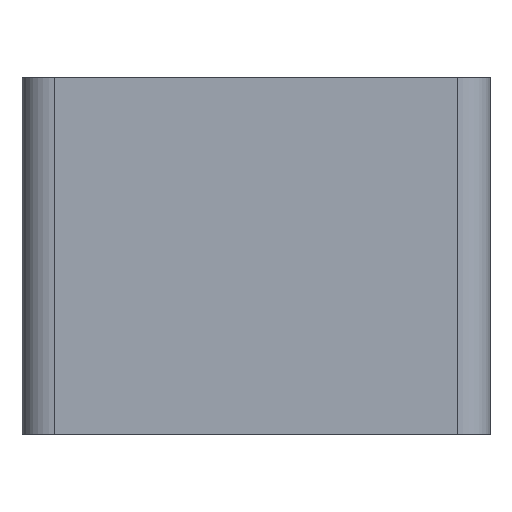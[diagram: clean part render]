
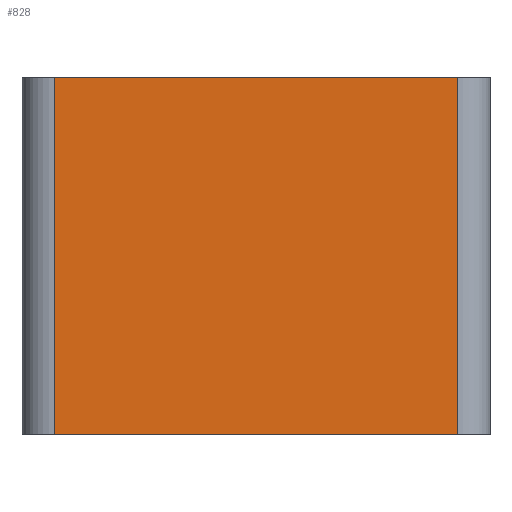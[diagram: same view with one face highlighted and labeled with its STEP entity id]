
A CAD part, front view. The second image highlights one B-rep face of the part: STEP entity #828.
In plain terms, the highlighted planar face has unit normal (0, -1, 0).
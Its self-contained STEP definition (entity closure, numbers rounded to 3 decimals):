
#39 = DIRECTION ( 'NONE',  ( 0., 0., -1. ) ) ;
#40 = CARTESIAN_POINT ( 'NONE',  ( 40., 0., 30.5 ) ) ;
#115 = CARTESIAN_POINT ( 'NONE',  ( -34.5, 0., 30.5 ) ) ;
#121 = LINE ( 'NONE', #40, #452 ) ;
#126 = DIRECTION ( 'NONE',  ( 0., 0., -1. ) ) ;
#238 = CARTESIAN_POINT ( 'NONE',  ( 34.5, 0., -30.5 ) ) ;
#240 = DIRECTION ( 'NONE',  ( 0., 0., -1. ) ) ;
#251 = VECTOR ( 'NONE', #126, 1000. ) ;
#263 = CARTESIAN_POINT ( 'NONE',  ( -34.5, 0., -30.5 ) ) ;
#268 = CARTESIAN_POINT ( 'NONE',  ( 40., 0., -30.5 ) ) ;
#309 = ORIENTED_EDGE ( 'NONE', *, *, #435, .T. ) ;
#367 = LINE ( 'NONE', #268, #534 ) ;
#368 = ORIENTED_EDGE ( 'NONE', *, *, #492, .F. ) ;
#404 = EDGE_CURVE ( 'NONE', #923, #707, #367, .T. ) ;
#425 = PLANE ( 'NONE',  #536 ) ;
#435 = EDGE_CURVE ( 'NONE', #738, #707, #811, .T. ) ;
#447 = EDGE_CURVE ( 'NONE', #649, #738, #121, .T. ) ;
#449 = LINE ( 'NONE', #522, #892 ) ;
#452 = VECTOR ( 'NONE', #868, 1000. ) ;
#492 = EDGE_CURVE ( 'NONE', #649, #923, #449, .T. ) ;
#493 = ORIENTED_EDGE ( 'NONE', *, *, #447, .T. ) ;
#522 = CARTESIAN_POINT ( 'NONE',  ( 34.5, 0., 30.5 ) ) ;
#534 = VECTOR ( 'NONE', #571, 1000. ) ;
#536 = AXIS2_PLACEMENT_3D ( 'NONE', #937, #717, #39 ) ;
#571 = DIRECTION ( 'NONE',  ( -1., 0., 0. ) ) ;
#638 = FACE_OUTER_BOUND ( 'NONE', #759, .T. ) ;
#649 = VERTEX_POINT ( 'NONE', #700 ) ;
#700 = CARTESIAN_POINT ( 'NONE',  ( 34.5, 0., 30.5 ) ) ;
#707 = VERTEX_POINT ( 'NONE', #263 ) ;
#717 = DIRECTION ( 'NONE',  ( 0., -1., 0. ) ) ;
#719 = CARTESIAN_POINT ( 'NONE',  ( -34.5, 0., 30.5 ) ) ;
#738 = VERTEX_POINT ( 'NONE', #115 ) ;
#759 = EDGE_LOOP ( 'NONE', ( #844, #368, #493, #309 ) ) ;
#811 = LINE ( 'NONE', #719, #251 ) ;
#828 = ADVANCED_FACE ( 'NONE', ( #638 ), #425, .T. ) ;
#844 = ORIENTED_EDGE ( 'NONE', *, *, #404, .F. ) ;
#868 = DIRECTION ( 'NONE',  ( -1., 0., 0. ) ) ;
#892 = VECTOR ( 'NONE', #240, 1000. ) ;
#923 = VERTEX_POINT ( 'NONE', #238 ) ;
#937 = CARTESIAN_POINT ( 'NONE',  ( 40., 0., 30.5 ) ) ;
